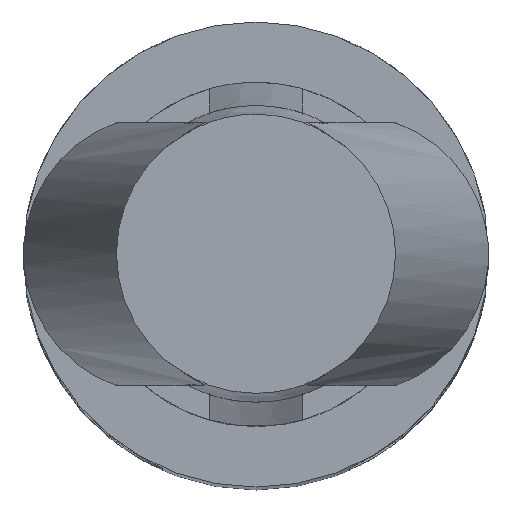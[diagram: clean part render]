
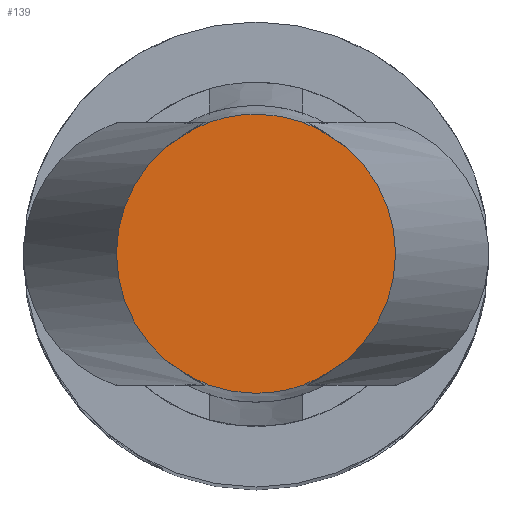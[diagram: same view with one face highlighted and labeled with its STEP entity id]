
A CAD part, top view. The second image highlights one B-rep face of the part: STEP entity #139.
In plain terms, the highlighted planar face has unit normal (0, 0, 1).
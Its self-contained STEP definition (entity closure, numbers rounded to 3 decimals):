
#139 = ADVANCED_FACE( '', ( #325 ), #326, .T. );
#325 = FACE_OUTER_BOUND( '', #591, .T. );
#326 = PLANE( '', #592 );
#591 = EDGE_LOOP( '', ( #1017, #1018, #1019, #1020, #1021, #1022, #1023, #1024 ) );
#592 = AXIS2_PLACEMENT_3D( '', #1025, #1026, #1027 );
#1017 = ORIENTED_EDGE( '', *, *, #1583, .F. );
#1018 = ORIENTED_EDGE( '', *, *, #1584, .T. );
#1019 = ORIENTED_EDGE( '', *, *, #1585, .F. );
#1020 = ORIENTED_EDGE( '', *, *, #1542, .F. );
#1021 = ORIENTED_EDGE( '', *, *, #1586, .F. );
#1022 = ORIENTED_EDGE( '', *, *, #1587, .T. );
#1023 = ORIENTED_EDGE( '', *, *, #1588, .F. );
#1024 = ORIENTED_EDGE( '', *, *, #1589, .T. );
#1025 = CARTESIAN_POINT( '', ( 0., 0., 13.9 ) );
#1026 = DIRECTION( '', ( 0., 0., 1. ) );
#1027 = DIRECTION( '', ( 1., 0., 0. ) );
#1542 = EDGE_CURVE( '', #1838, #1840, #1841, .T. );
#1583 = EDGE_CURVE( '', #1912, #1913, #1914, .T. );
#1584 = EDGE_CURVE( '', #1912, #1915, #1916, .T. );
#1585 = EDGE_CURVE( '', #1840, #1915, #1917, .T. );
#1586 = EDGE_CURVE( '', #1918, #1838, #1919, .T. );
#1587 = EDGE_CURVE( '', #1918, #1920, #1921, .T. );
#1588 = EDGE_CURVE( '', #1922, #1920, #1923, .T. );
#1589 = EDGE_CURVE( '', #1922, #1913, #1924, .F. );
#1838 = VERTEX_POINT( '', #2293 );
#1840 = VERTEX_POINT( '', #2301 );
#1841 = CIRCLE( '', #2302, 1.5 );
#1912 = VERTEX_POINT( '', #2418 );
#1913 = VERTEX_POINT( '', #2419 );
#1914 = CIRCLE( '', #2420, 1.5 );
#1915 = VERTEX_POINT( '', #2421 );
#1916 = B_SPLINE_CURVE_WITH_KNOTS( '', 2, ( #2422, #2423, #2424, #2425, #2426 ), .UNSPECIFIED., .F., .F., ( 3, 2, 3 ), ( 0., 0.5, 1. ), .UNSPECIFIED. );
#1917 = CIRCLE( '', #2427, 1.5 );
#1918 = VERTEX_POINT( '', #2428 );
#1919 = CIRCLE( '', #2429, 1.5 );
#1920 = VERTEX_POINT( '', #2430 );
#1921 = B_SPLINE_CURVE_WITH_KNOTS( '', 2, ( #2431, #2432, #2433, #2434, #2435 ), .UNSPECIFIED., .F., .F., ( 3, 2, 3 ), ( 0., 0.5, 1. ), .UNSPECIFIED. );
#1922 = VERTEX_POINT( '', #2436 );
#1923 = CIRCLE( '', #2437, 1.5 );
#1924 = CIRCLE( '', #2438, 1.5 );
#2293 = CARTESIAN_POINT( '', ( 0.525, 1.405, 13.9 ) );
#2301 = CARTESIAN_POINT( '', ( 0.525, -1.405, 13.9 ) );
#2302 = AXIS2_PLACEMENT_3D( '', #2805, #2806, #2807 );
#2418 = CARTESIAN_POINT( '', ( -0.5, -1.414, 13.9 ) );
#2419 = CARTESIAN_POINT( '', ( -0.525, -1.405, 13.9 ) );
#2420 = AXIS2_PLACEMENT_3D( '', #2849, #2850, #2851 );
#2421 = CARTESIAN_POINT( '', ( 0.5, -1.414, 13.9 ) );
#2422 = CARTESIAN_POINT( '', ( -0.5, -1.414, 13.9 ) );
#2423 = CARTESIAN_POINT( '', ( -0.258, -1.5, 13.9 ) );
#2424 = CARTESIAN_POINT( '', ( 0., -1.5, 13.9 ) );
#2425 = CARTESIAN_POINT( '', ( 0.257, -1.5, 13.9 ) );
#2426 = CARTESIAN_POINT( '', ( 0.5, -1.414, 13.9 ) );
#2427 = AXIS2_PLACEMENT_3D( '', #2852, #2853, #2854 );
#2428 = CARTESIAN_POINT( '', ( 0.5, 1.414, 13.9 ) );
#2429 = AXIS2_PLACEMENT_3D( '', #2855, #2856, #2857 );
#2430 = CARTESIAN_POINT( '', ( -0.5, 1.414, 13.9 ) );
#2431 = CARTESIAN_POINT( '', ( 0.5, 1.414, 13.9 ) );
#2432 = CARTESIAN_POINT( '', ( 0.258, 1.5, 13.9 ) );
#2433 = CARTESIAN_POINT( '', ( 0., 1.5, 13.9 ) );
#2434 = CARTESIAN_POINT( '', ( -0.257, 1.5, 13.9 ) );
#2435 = CARTESIAN_POINT( '', ( -0.5, 1.414, 13.9 ) );
#2436 = CARTESIAN_POINT( '', ( -0.525, 1.405, 13.9 ) );
#2437 = AXIS2_PLACEMENT_3D( '', #2858, #2859, #2860 );
#2438 = AXIS2_PLACEMENT_3D( '', #2861, #2862, #2863 );
#2805 = CARTESIAN_POINT( '', ( 0., 0., 13.9 ) );
#2806 = DIRECTION( '', ( 0., 0., -1. ) );
#2807 = DIRECTION( '', ( 0., 1., 0. ) );
#2849 = CARTESIAN_POINT( '', ( 0., 0., 13.9 ) );
#2850 = DIRECTION( '', ( 0., 0., -1. ) );
#2851 = DIRECTION( '', ( 0., 1., 0. ) );
#2852 = CARTESIAN_POINT( '', ( 0., 0., 13.9 ) );
#2853 = DIRECTION( '', ( 0., 0., -1. ) );
#2854 = DIRECTION( '', ( 0., 1., 0. ) );
#2855 = CARTESIAN_POINT( '', ( 0., 0., 13.9 ) );
#2856 = DIRECTION( '', ( 0., 0., -1. ) );
#2857 = DIRECTION( '', ( 0., 1., 0. ) );
#2858 = CARTESIAN_POINT( '', ( 0., 0., 13.9 ) );
#2859 = DIRECTION( '', ( 0., 0., -1. ) );
#2860 = DIRECTION( '', ( 0., 1., 0. ) );
#2861 = CARTESIAN_POINT( '', ( 0., 0., 13.9 ) );
#2862 = DIRECTION( '', ( 0., 0., -1. ) );
#2863 = DIRECTION( '', ( 1., 0., 0. ) );
